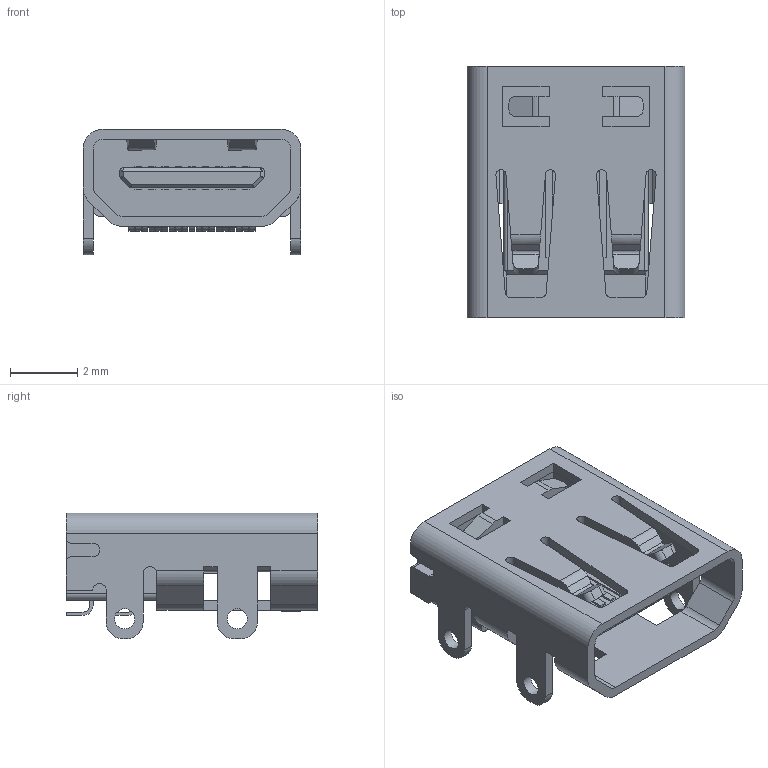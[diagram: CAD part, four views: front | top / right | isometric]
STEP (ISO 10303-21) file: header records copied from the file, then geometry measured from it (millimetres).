
FILE_DESCRIPTION(/* description */ (''),/* implementation_level */ '2;1');
FILE_NAME(/* name */ 'XUNPU_HDMI-101S.step',/* time_stamp */ '2023-12-10T03:03:06+01:00',/* author */ (''),/* organization */ (''),/* preprocessor_version */ 'ST-DEVELOPER v20',/* originating_system */ 'Autodesk Translation Framework v12.14.0.127',/* authorisation */ '');
FILE_SCHEMA (('AUTOMOTIVE_DESIGN { 1 0 10303 214 3 1 1 }'));
Length unit declared in the file: millimetre
Products named in the file (4): (Unsaved); U1; HDMI-SMD_HDMI-101S; COMPOUND (1)
Assembly tree (3 placements, depth 4):
  (Unsaved)
    U1
      HDMI-SMD_HDMI-101S
        COMPOUND (1)
Bounding box: 6.5 x 7.5 x 3.75 mm (x, y, z)
Volume: 68.5 mm3; surface area: 345.8 mm2
Topology: 2 solids, 2 shells, 467 faces, 1314 edges, 866 vertices
Faces by surface type: plane 339, cylinder 120, cone 6, torus 2
Full cylindrical faces by diameter (mm): 0.6 x4
Entity records: 15587 total; most frequent: CARTESIAN_POINT 2696, ORIENTED_EDGE 2616, DIRECTION 2494, EDGE_CURVE 1308, LINE 1054, VECTOR 1054, VERTEX_POINT 866, AXIS2_PLACEMENT_3D 720
